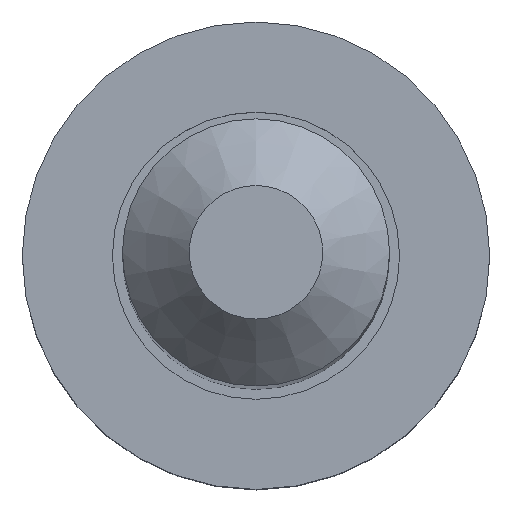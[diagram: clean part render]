
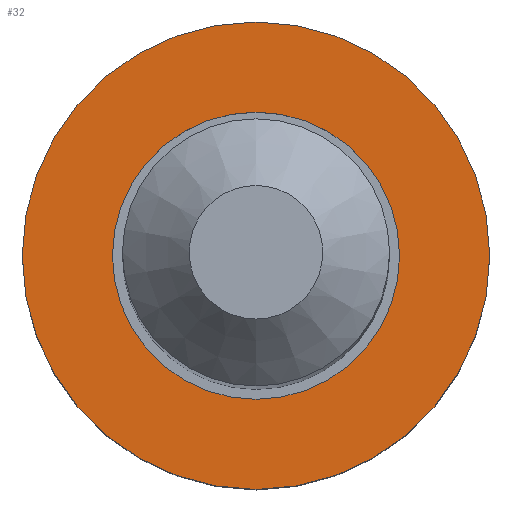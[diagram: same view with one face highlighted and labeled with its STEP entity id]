
A CAD part, top view. The second image highlights one B-rep face of the part: STEP entity #32.
In plain terms, the highlighted planar face has unit normal (0, 0, 1).
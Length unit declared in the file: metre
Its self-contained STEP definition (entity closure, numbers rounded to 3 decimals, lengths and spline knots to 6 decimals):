
#32 = ADVANCED_FACE( '', ( #65, #66 ), #67, .T. );
#65 = FACE_OUTER_BOUND( '', #102, .T. );
#66 = FACE_BOUND( '', #103, .T. );
#67 = PLANE( '', #104 );
#102 = EDGE_LOOP( '', ( #133 ) );
#103 = EDGE_LOOP( '', ( #134 ) );
#104 = AXIS2_PLACEMENT_3D( '', #135, #136, #137 );
#133 = ORIENTED_EDGE( '', *, *, #179, .T. );
#134 = ORIENTED_EDGE( '', *, *, #180, .T. );
#135 = CARTESIAN_POINT( '', ( 0.040637, 0.025724, 0.525915 ) );
#136 = DIRECTION( '', ( 0., 0., 1. ) );
#137 = DIRECTION( '', ( 1., 0., 0. ) );
#179 = EDGE_CURVE( '', #194, #194, #195, .F. );
#180 = EDGE_CURVE( '', #196, #196, #197, .T. );
#194 = VERTEX_POINT( '', #216 );
#195 = CIRCLE( '', #217, 0.0035 );
#196 = VERTEX_POINT( '', #218 );
#197 = CIRCLE( '', #219, 0.00215 );
#216 = CARTESIAN_POINT( '', ( 0.037137, 0.025724, 0.525915 ) );
#217 = AXIS2_PLACEMENT_3D( '', #237, #238, #239 );
#218 = CARTESIAN_POINT( '', ( 0.038487, 0.025724, 0.525915 ) );
#219 = AXIS2_PLACEMENT_3D( '', #240, #241, #242 );
#237 = CARTESIAN_POINT( '', ( 0.040637, 0.025724, 0.525915 ) );
#238 = DIRECTION( '', ( 0., 0., -1. ) );
#239 = DIRECTION( '', ( -1., 0., 0. ) );
#240 = CARTESIAN_POINT( '', ( 0.040637, 0.025724, 0.525915 ) );
#241 = DIRECTION( '', ( 0., 0., -1. ) );
#242 = DIRECTION( '', ( -1., 0., 0. ) );
